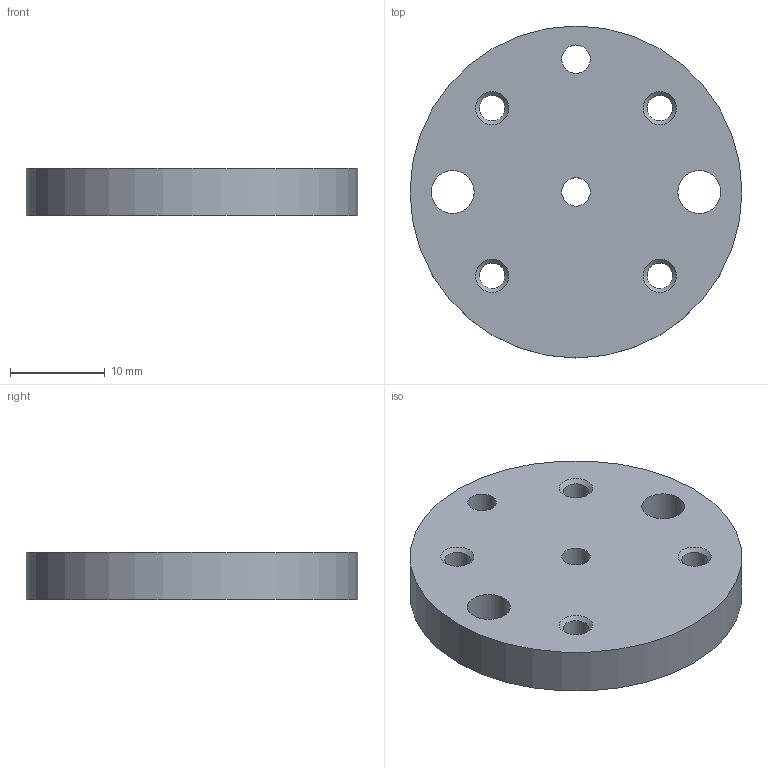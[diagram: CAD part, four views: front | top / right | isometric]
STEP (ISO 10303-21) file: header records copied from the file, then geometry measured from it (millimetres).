
FILE_DESCRIPTION(/* description */ (''),/* implementation_level */ '2;1');
FILE_NAME(/* name */ 'Platine intermédiaire COBOTTA v19.step',/* time_stamp */ '2022-03-08T16:22:57+01:00',/* author */ (''),/* organization */ (''),/* preprocessor_version */ 'ST-DEVELOPER v18.1',/* originating_system */ 'Autodesk Translation Framework v10.13.0.1454',/* authorisation */ '');
FILE_SCHEMA (('AUTOMOTIVE_DESIGN { 1 0 10303 214 3 1 1 }'));
Length unit declared in the file: metre
Products named in the file (1): Platine intermédiaire COBOTTA
Bounding box: 35 x 35 x 5 mm (x, y, z)
Volume: 4461.3 mm3; surface area: 2734.5 mm2
Topology: 1 solids, 1 shells, 15 faces, 35 edges, 22 vertices
Faces by surface type: cylinder 9, cone 4, plane 2
Full cylindrical faces by diameter (mm): 2.7 x4, 3 x2, 4.529 x2, 35 x1
Entity records: 504 total; most frequent: DIRECTION 89, CARTESIAN_POINT 73, ORIENTED_EDGE 70, AXIS2_PLACEMENT_3D 38, EDGE_CURVE 35, EDGE_LOOP 31, CIRCLE 22, VERTEX_POINT 22
